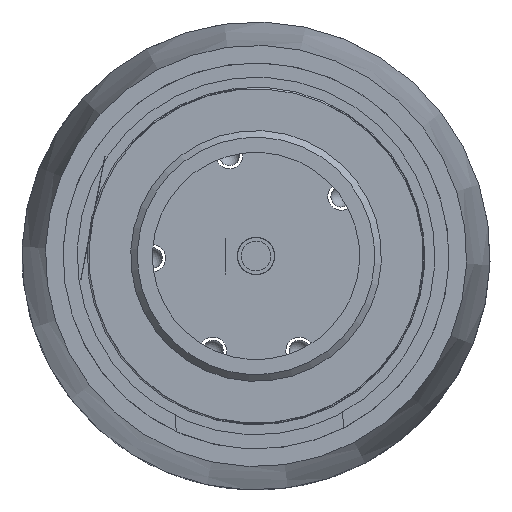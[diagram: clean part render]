
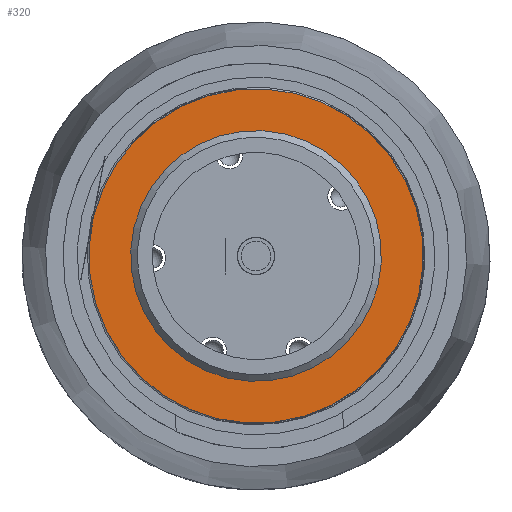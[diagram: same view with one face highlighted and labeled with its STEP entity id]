
A CAD part, front view. The second image highlights one B-rep face of the part: STEP entity #320.
In plain terms, the highlighted planar face has unit normal (0, -1, 0).
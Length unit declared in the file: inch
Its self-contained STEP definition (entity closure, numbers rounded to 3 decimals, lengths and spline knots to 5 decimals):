
#301 = FACE_BOUND ( 'NONE', #1655, .T. ) ;
#320 = ADVANCED_FACE ( 'NONE', ( #2225, #301 ), #3289, .T. ) ;
#617 = DIRECTION ( 'NONE',  ( 0.837, 0., -0.548 ) ) ;
#637 = EDGE_LOOP ( 'NONE', ( #703 ) ) ;
#666 = CARTESIAN_POINT ( 'NONE',  ( 1.46968, 0.64758, 0.0978 ) ) ;
#703 = ORIENTED_EDGE ( 'NONE', *, *, #2625, .T. ) ;
#793 = CARTESIAN_POINT ( 'NONE',  ( 1.88807, 0.64758, -0.17597 ) ) ;
#993 = CARTESIAN_POINT ( 'NONE',  ( 1.46968, 0.64758, 0.0978 ) ) ;
#1034 = DIRECTION ( 'NONE',  ( 0.837, 0., -0.548 ) ) ;
#1181 = CIRCLE ( 'NONE', #4158, 0.375 ) ;
#1525 = VERTEX_POINT ( 'NONE', #3849 ) ;
#1655 = EDGE_LOOP ( 'NONE', ( #3562 ) ) ;
#1969 = DIRECTION ( 'NONE',  ( 0., -1., 0. ) ) ;
#2011 = AXIS2_PLACEMENT_3D ( 'NONE', #3853, #1969, #4218 ) ;
#2225 = FACE_OUTER_BOUND ( 'NONE', #637, .T. ) ;
#2625 = EDGE_CURVE ( 'NONE', #2892, #2892, #4453, .T. ) ;
#2892 = VERTEX_POINT ( 'NONE', #793 ) ;
#3271 = DIRECTION ( 'NONE',  ( 0., -1., 0. ) ) ;
#3289 = PLANE ( 'NONE',  #3336 ) ;
#3315 = DIRECTION ( 'NONE',  ( 0., -1., 0. ) ) ;
#3336 = AXIS2_PLACEMENT_3D ( 'NONE', #993, #3271, #617 ) ;
#3562 = ORIENTED_EDGE ( 'NONE', *, *, #4494, .F. ) ;
#3849 = CARTESIAN_POINT ( 'NONE',  ( 1.78347, 0.64758, -0.10752 ) ) ;
#3853 = CARTESIAN_POINT ( 'NONE',  ( 1.46968, 0.64758, 0.0978 ) ) ;
#4158 = AXIS2_PLACEMENT_3D ( 'NONE', #666, #3315, #1034 ) ;
#4218 = DIRECTION ( 'NONE',  ( 0.837, 0., -0.548 ) ) ;
#4453 = CIRCLE ( 'NONE', #2011, 0.5 ) ;
#4494 = EDGE_CURVE ( 'NONE', #1525, #1525, #1181, .T. ) ;
